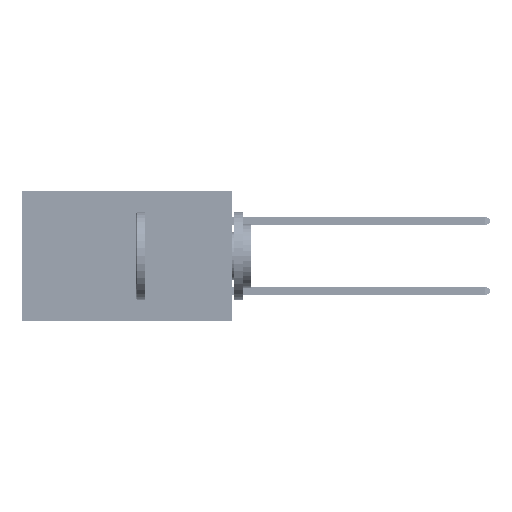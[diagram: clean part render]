
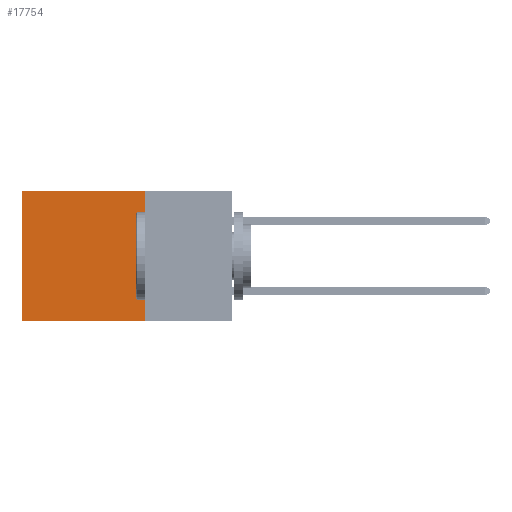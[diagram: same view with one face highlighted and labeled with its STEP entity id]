
A CAD part, left-side view. The second image highlights one B-rep face of the part: STEP entity #17754.
In plain terms, the highlighted planar face has unit normal (-1, 0, 0).
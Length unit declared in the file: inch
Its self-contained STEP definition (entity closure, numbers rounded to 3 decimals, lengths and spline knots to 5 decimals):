
#1890 = EDGE_CURVE ( 'NONE', #52206, #39639, #35686, .T. ) ;
#1908 = DIRECTION ( 'NONE',  ( 1., 0., 0. ) ) ;
#1941 = DIRECTION ( 'NONE',  ( 0., 1., 0. ) ) ;
#3996 = DIRECTION ( 'NONE',  ( 0., 0., -1. ) ) ;
#5090 = ORIENTED_EDGE ( 'NONE', *, *, #50355, .T. ) ;
#7239 = FACE_OUTER_BOUND ( 'NONE', #9309, .T. ) ;
#7611 = LINE ( 'NONE', #28074, #27884 ) ;
#9078 = ORIENTED_EDGE ( 'NONE', *, *, #38876, .F. ) ;
#9309 = EDGE_LOOP ( 'NONE', ( #5090, #9078, #36595, #18473 ) ) ;
#14150 = VECTOR ( 'NONE', #1941, 39.37008 ) ;
#15063 = DIRECTION ( 'NONE',  ( 0., 0., -1. ) ) ;
#17754 = ADVANCED_FACE ( 'NONE', ( #7239 ), #50272, .F. ) ;
#17841 = CARTESIAN_POINT ( 'NONE',  ( 0.2875, 0.25, 0. ) ) ;
#18473 = ORIENTED_EDGE ( 'NONE', *, *, #1890, .T. ) ;
#20001 = VECTOR ( 'NONE', #15063, 39.37008 ) ;
#20068 = CARTESIAN_POINT ( 'NONE',  ( 0.2875, 0.25, -0.37 ) ) ;
#23697 = CARTESIAN_POINT ( 'NONE',  ( 0.2875, 0.25, 0. ) ) ;
#23879 = VECTOR ( 'NONE', #24174, 39.37008 ) ;
#24174 = DIRECTION ( 'NONE',  ( 0., 1., 0. ) ) ;
#25133 = LINE ( 'NONE', #20068, #23879 ) ;
#27681 = CARTESIAN_POINT ( 'NONE',  ( 0.2875, 0.6, -0.37 ) ) ;
#27884 = VECTOR ( 'NONE', #3996, 39.37008 ) ;
#28074 = CARTESIAN_POINT ( 'NONE',  ( 0.2875, 0.6, 0. ) ) ;
#29583 = EDGE_CURVE ( 'NONE', #52206, #49602, #52127, .T. ) ;
#30238 = DIRECTION ( 'NONE',  ( 0., 0., -1. ) ) ;
#31558 = VERTEX_POINT ( 'NONE', #27681 ) ;
#35263 = CARTESIAN_POINT ( 'NONE',  ( 0.2875, 0.25, 0. ) ) ;
#35686 = LINE ( 'NONE', #50135, #14150 ) ;
#35719 = CARTESIAN_POINT ( 'NONE',  ( 0.2875, 0.25, -0.37 ) ) ;
#36595 = ORIENTED_EDGE ( 'NONE', *, *, #29583, .F. ) ;
#38876 = EDGE_CURVE ( 'NONE', #49602, #31558, #25133, .T. ) ;
#39075 = AXIS2_PLACEMENT_3D ( 'NONE', #17841, #1908, #30238 ) ;
#39639 = VERTEX_POINT ( 'NONE', #48864 ) ;
#48864 = CARTESIAN_POINT ( 'NONE',  ( 0.2875, 0.6, 0. ) ) ;
#49602 = VERTEX_POINT ( 'NONE', #35719 ) ;
#50135 = CARTESIAN_POINT ( 'NONE',  ( 0.2875, 0.25, 0. ) ) ;
#50272 = PLANE ( 'NONE',  #39075 ) ;
#50355 = EDGE_CURVE ( 'NONE', #39639, #31558, #7611, .T. ) ;
#52127 = LINE ( 'NONE', #35263, #20001 ) ;
#52206 = VERTEX_POINT ( 'NONE', #23697 ) ;
